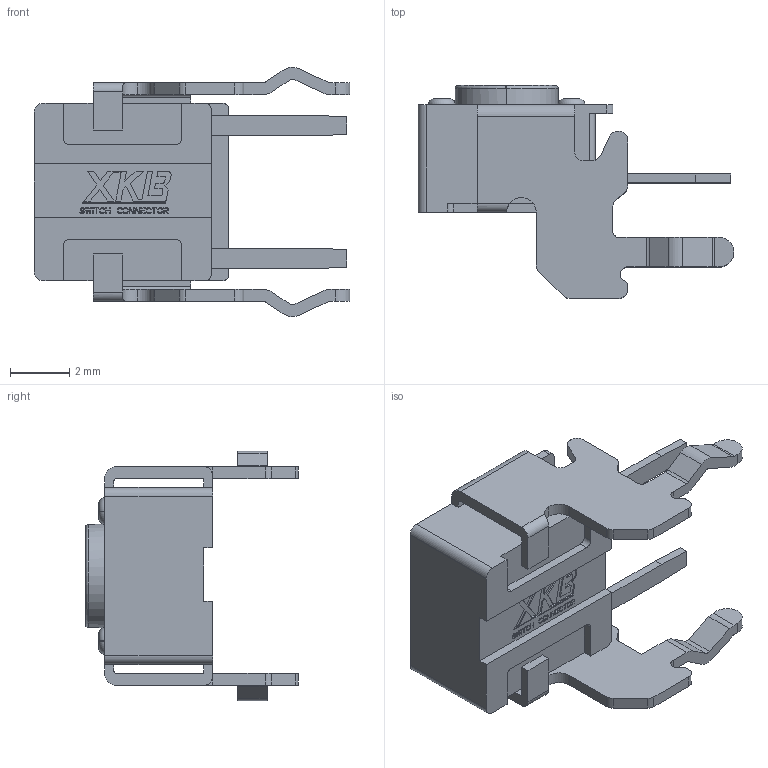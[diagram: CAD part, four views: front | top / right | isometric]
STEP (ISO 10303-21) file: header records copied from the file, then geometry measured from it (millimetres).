
FILE_DESCRIPTION(('STEP AP214'),'1');
FILE_NAME('tc-1102hj-a-a.stp','2021-07-05T10:21:32',('TraceParts'),('TraceParts S.A.'),'Spatial InterOp 3D',' ',' ');
FILE_SCHEMA(('AUTOMOTIVE_DESIGN { 1 0 10303 214 1 1 1 1 }'));
Length unit declared in the file: millimetre
Products named in the file (1): tc-1102hj-a-a
Bounding box: 10.7 x 7.21 x 8.45 mm (x, y, z)
Volume: 156.8 mm3; surface area: 332.7 mm2
Topology: 1 solids, 1 shells, 607 faces, 1738 edges, 1156 vertices
Faces by surface type: plane 523, cylinder 62, torus 20, cone 2
Entity records: 19609 total; most frequent: CARTESIAN_POINT 3520, ORIENTED_EDGE 3476, DIRECTION 3136, EDGE_CURVE 1738, LINE 1552, VECTOR 1552, VERTEX_POINT 1156, AXIS2_PLACEMENT_3D 792
